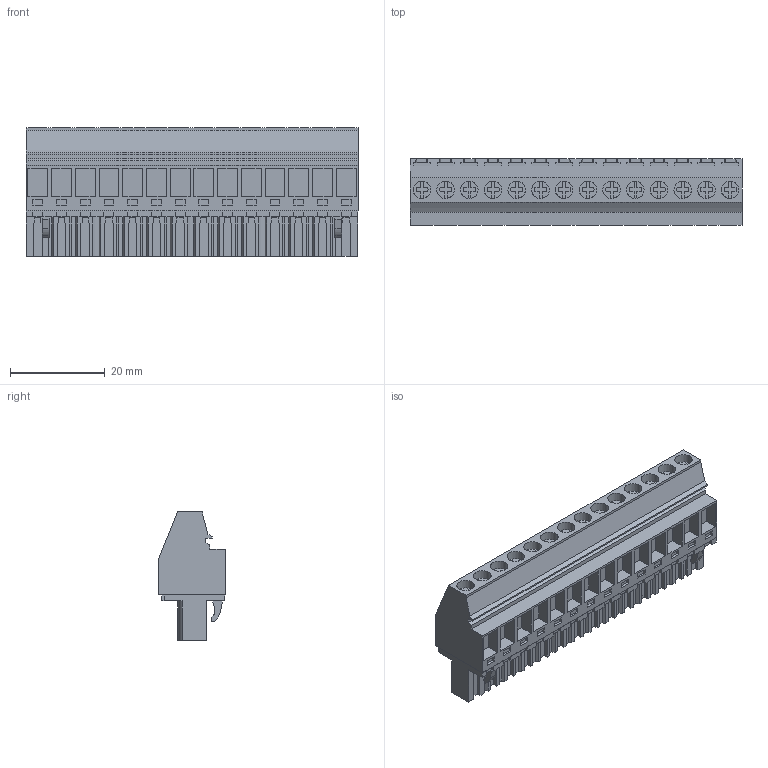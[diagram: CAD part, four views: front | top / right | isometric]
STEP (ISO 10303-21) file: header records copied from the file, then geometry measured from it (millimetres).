
FILE_DESCRIPTION(('CATIA V5 STEP Exchange','CAx-IF Rec.Pracs.--- Model Styling and Organization---1.2---2011-12-15'),'2;1');
FILE_NAME ('D1460449_0_1958760000_1958760000.stp','2017-09-20T15:21:56+00:00',('none'),('Weidmueller'),'CATIA Version 5-6 Release 2014','CATIA V5 STEP AP214','none');
FILE_SCHEMA(('AUTOMOTIVE_DESIGN { 1 0 10303 214 1 1 1 1 }'));
Length unit declared in the file: millimetre
Products named in the file (1): 1958760000
Bounding box: 70 x 14.05 x 27.2 mm (x, y, z)
Volume: 15950.5 mm3; surface area: 9289.6 mm2
Topology: 15 solids, 15 shells, 900 faces, 2478 edges, 1665 vertices
Faces by surface type: plane 766, cylinder 124, extrusion 10
Entity records: 26300 total; most frequent: ORIENTED_EDGE 4956, CARTESIAN_POINT 4859, DIRECTION 3478, EDGE_CURVE 2478, VECTOR 2156, LINE 2146, VERTEX_POINT 1665, EDGE_LOOP 957
